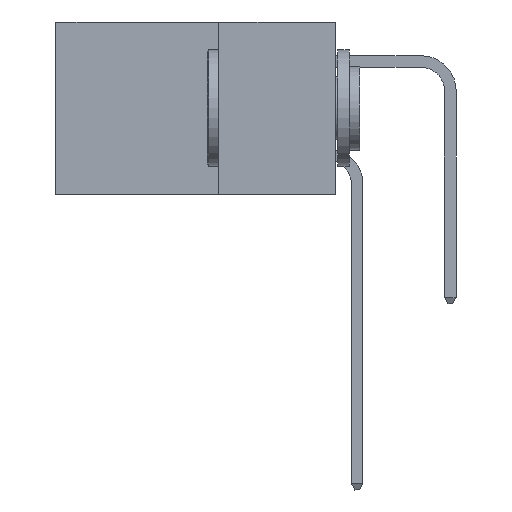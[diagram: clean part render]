
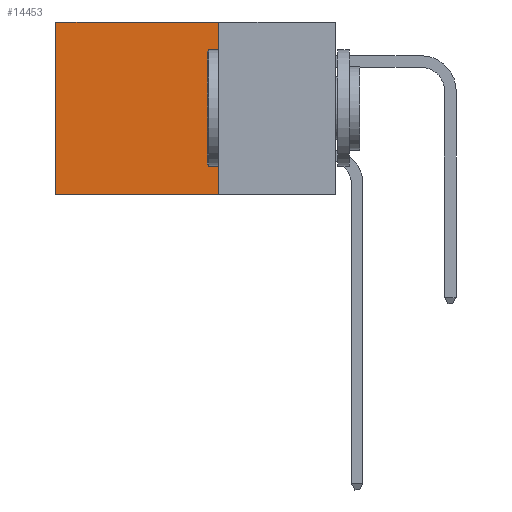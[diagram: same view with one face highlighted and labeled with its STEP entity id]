
A CAD part, left-side view. The second image highlights one B-rep face of the part: STEP entity #14453.
In plain terms, the highlighted planar face has unit normal (-1, 0, 0).
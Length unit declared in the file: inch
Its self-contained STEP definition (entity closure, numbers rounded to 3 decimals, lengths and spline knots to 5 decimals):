
#781 = PLANE ( 'NONE',  #4215 ) ;
#838 = VECTOR ( 'NONE', #2308, 39.37008 ) ;
#957 = DIRECTION ( 'NONE',  ( 0., 1., 0. ) ) ;
#1893 = EDGE_LOOP ( 'NONE', ( #8536, #4349, #7125, #10206 ) ) ;
#2308 = DIRECTION ( 'NONE',  ( 0., 0., -1. ) ) ;
#3112 = LINE ( 'NONE', #3884, #17744 ) ;
#3884 = CARTESIAN_POINT ( 'NONE',  ( 0.2875, 0.6, 0. ) ) ;
#4185 = LINE ( 'NONE', #16165, #838 ) ;
#4210 = VERTEX_POINT ( 'NONE', #12286 ) ;
#4215 = AXIS2_PLACEMENT_3D ( 'NONE', #5280, #5144, #6583 ) ;
#4349 = ORIENTED_EDGE ( 'NONE', *, *, #18235, .F. ) ;
#5144 = DIRECTION ( 'NONE',  ( 1., 0., 0. ) ) ;
#5280 = CARTESIAN_POINT ( 'NONE',  ( 0.2875, 0.25, 0. ) ) ;
#6583 = DIRECTION ( 'NONE',  ( 0., 0., -1. ) ) ;
#6820 = CARTESIAN_POINT ( 'NONE',  ( 0.2875, 0.25, 0. ) ) ;
#7125 = ORIENTED_EDGE ( 'NONE', *, *, #13059, .F. ) ;
#8536 = ORIENTED_EDGE ( 'NONE', *, *, #16914, .T. ) ;
#9378 = CARTESIAN_POINT ( 'NONE',  ( 0.2875, 0.25, 0. ) ) ;
#9381 = DIRECTION ( 'NONE',  ( 0., 0., -1. ) ) ;
#9407 = CARTESIAN_POINT ( 'NONE',  ( 0.2875, 0.6, -0.37 ) ) ;
#10206 = ORIENTED_EDGE ( 'NONE', *, *, #12221, .T. ) ;
#11112 = CARTESIAN_POINT ( 'NONE',  ( 0.2875, 0.6, 0. ) ) ;
#11493 = VERTEX_POINT ( 'NONE', #11112 ) ;
#11516 = VECTOR ( 'NONE', #957, 39.37008 ) ;
#12221 = EDGE_CURVE ( 'NONE', #14378, #11493, #12407, .T. ) ;
#12286 = CARTESIAN_POINT ( 'NONE',  ( 0.2875, 0.25, -0.37 ) ) ;
#12407 = LINE ( 'NONE', #9378, #11516 ) ;
#12997 = LINE ( 'NONE', #13787, #14776 ) ;
#13059 = EDGE_CURVE ( 'NONE', #14378, #4210, #4185, .T. ) ;
#13787 = CARTESIAN_POINT ( 'NONE',  ( 0.2875, 0.25, -0.37 ) ) ;
#14378 = VERTEX_POINT ( 'NONE', #6820 ) ;
#14453 = ADVANCED_FACE ( 'NONE', ( #16340 ), #781, .F. ) ;
#14709 = VERTEX_POINT ( 'NONE', #9407 ) ;
#14776 = VECTOR ( 'NONE', #18093, 39.37008 ) ;
#16165 = CARTESIAN_POINT ( 'NONE',  ( 0.2875, 0.25, 0. ) ) ;
#16340 = FACE_OUTER_BOUND ( 'NONE', #1893, .T. ) ;
#16914 = EDGE_CURVE ( 'NONE', #11493, #14709, #3112, .T. ) ;
#17744 = VECTOR ( 'NONE', #9381, 39.37008 ) ;
#18093 = DIRECTION ( 'NONE',  ( 0., 1., 0. ) ) ;
#18235 = EDGE_CURVE ( 'NONE', #4210, #14709, #12997, .T. ) ;
